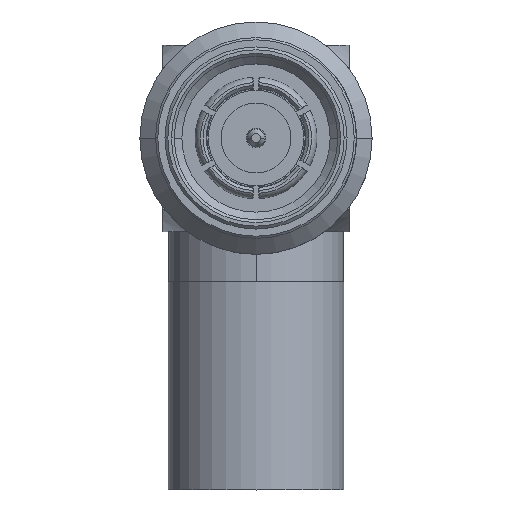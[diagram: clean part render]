
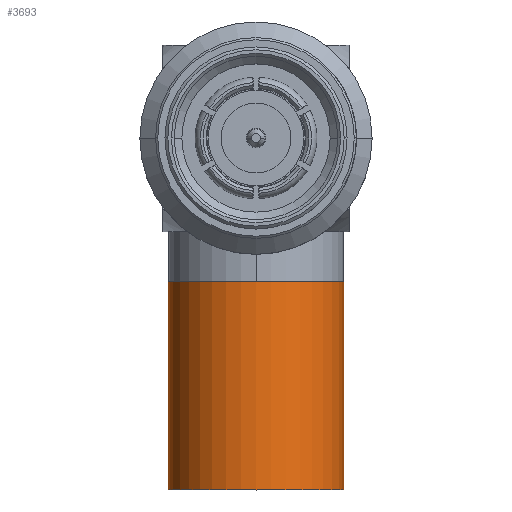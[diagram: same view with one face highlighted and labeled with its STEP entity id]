
A CAD part, top view. The second image highlights one B-rep face of the part: STEP entity #3693.
In plain terms, the highlighted cylindrical face has radius 6.125 mm (diameter 12.25 mm), a partial arc.
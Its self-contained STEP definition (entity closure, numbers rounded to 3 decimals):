
#879 = VECTOR ( 'NONE', #9281, 1000. ) ;
#1145 = AXIS2_PLACEMENT_3D ( 'NONE', #17394, #9613, #3668 ) ;
#1883 = ORIENTED_EDGE ( 'NONE', *, *, #8017, .T. ) ;
#2059 = ORIENTED_EDGE ( 'NONE', *, *, #10664, .T. ) ;
#3029 = VERTEX_POINT ( 'NONE', #10302 ) ;
#3668 = DIRECTION ( 'NONE',  ( 1., 0., 0. ) ) ;
#3693 = ADVANCED_FACE ( 'NONE', ( #6473 ), #18247, .T. ) ;
#4371 = DIRECTION ( 'NONE',  ( 1., 0., 0. ) ) ;
#5221 = CARTESIAN_POINT ( 'NONE',  ( 6.125, -24.5, -23.2 ) ) ;
#6268 = CARTESIAN_POINT ( 'NONE',  ( 6.125, -9.582, -23.2 ) ) ;
#6473 = FACE_OUTER_BOUND ( 'NONE', #18292, .T. ) ;
#6909 = CARTESIAN_POINT ( 'NONE',  ( -6.125, -9.582, -23.2 ) ) ;
#7640 = EDGE_CURVE ( 'NONE', #9133, #10035, #9079, .T. ) ;
#7684 = LINE ( 'NONE', #6909, #8154 ) ;
#8017 = EDGE_CURVE ( 'NONE', #8180, #10035, #10021, .T. ) ;
#8154 = VECTOR ( 'NONE', #17377, 1000. ) ;
#8180 = VERTEX_POINT ( 'NONE', #5221 ) ;
#8763 = CARTESIAN_POINT ( 'NONE',  ( 0., -10., -23.2 ) ) ;
#8827 = DIRECTION ( 'NONE',  ( 1., 0., 0. ) ) ;
#9079 = CIRCLE ( 'NONE', #12358, 6.125 ) ;
#9133 = VERTEX_POINT ( 'NONE', #18843 ) ;
#9281 = DIRECTION ( 'NONE',  ( 0., 1., 0. ) ) ;
#9613 = DIRECTION ( 'NONE',  ( 0., 1., 0. ) ) ;
#10021 = LINE ( 'NONE', #6268, #879 ) ;
#10035 = VERTEX_POINT ( 'NONE', #10607 ) ;
#10302 = CARTESIAN_POINT ( 'NONE',  ( -6.125, -24.5, -23.2 ) ) ;
#10607 = CARTESIAN_POINT ( 'NONE',  ( 6.125, -10., -23.2 ) ) ;
#10664 = EDGE_CURVE ( 'NONE', #3029, #8180, #17941, .T. ) ;
#11808 = DIRECTION ( 'NONE',  ( 0., 1., 0. ) ) ;
#11867 = DIRECTION ( 'NONE',  ( 0., 1., 0. ) ) ;
#12358 = AXIS2_PLACEMENT_3D ( 'NONE', #8763, #11808, #8827 ) ;
#14055 = EDGE_CURVE ( 'NONE', #3029, #9133, #7684, .T. ) ;
#16251 = ORIENTED_EDGE ( 'NONE', *, *, #7640, .F. ) ;
#17377 = DIRECTION ( 'NONE',  ( 0., 1., 0. ) ) ;
#17394 = CARTESIAN_POINT ( 'NONE',  ( 0., -24.5, -23.2 ) ) ;
#17941 = CIRCLE ( 'NONE', #1145, 6.125 ) ;
#18195 = CARTESIAN_POINT ( 'NONE',  ( 0., -9.582, -23.2 ) ) ;
#18247 = CYLINDRICAL_SURFACE ( 'NONE', #18341, 6.125 ) ;
#18292 = EDGE_LOOP ( 'NONE', ( #18898, #2059, #1883, #16251 ) ) ;
#18341 = AXIS2_PLACEMENT_3D ( 'NONE', #18195, #11867, #4371 ) ;
#18843 = CARTESIAN_POINT ( 'NONE',  ( -6.125, -10., -23.2 ) ) ;
#18898 = ORIENTED_EDGE ( 'NONE', *, *, #14055, .F. ) ;
